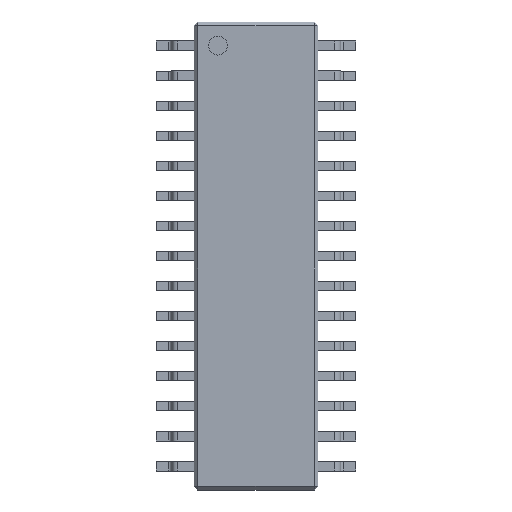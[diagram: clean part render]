
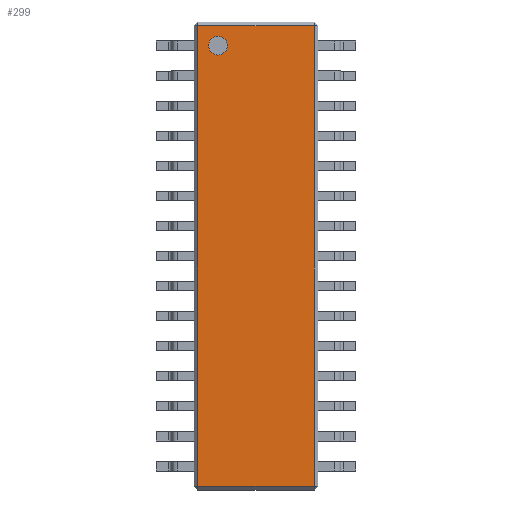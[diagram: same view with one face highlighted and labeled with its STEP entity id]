
A CAD part, top view. The second image highlights one B-rep face of the part: STEP entity #299.
In plain terms, the highlighted planar face has unit normal (0, 0, 1).
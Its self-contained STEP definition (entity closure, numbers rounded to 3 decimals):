
#13=DIRECTION('',(0.,0.,1.));
#14=DIRECTION('',(1.,0.,0.));
#93=VECTOR('',#94,1.);
#94=DIRECTION('',(0.,1.,0.));
#168=VERTEX_POINT('',#169);
#169=CARTESIAN_POINT('',(-2.46,-9.74,1.2));
#177=VERTEX_POINT('',#178);
#178=CARTESIAN_POINT('',(-2.46,9.74,1.2));
#183=ORIENTED_EDGE('',*,*,#184,.F.);
#184=EDGE_CURVE('',#168,#177,#185,.T.);
#185=LINE('',#186,#93);
#186=CARTESIAN_POINT('',(-2.46,-9.89,1.2));
#256=VECTOR('',#14,1.);
#299=ADVANCED_FACE('',(#300,#318),#327,.T.);
#300=FACE_BOUND('',#301,.T.);
#301=EDGE_LOOP('',(#183,#302,#308,#314));
#302=ORIENTED_EDGE('',*,*,#303,.T.);
#303=EDGE_CURVE('',#168,#304,#306,.T.);
#304=VERTEX_POINT('',#305);
#305=CARTESIAN_POINT('',(2.46,-9.74,1.2));
#306=LINE('',#307,#256);
#307=CARTESIAN_POINT('',(-2.61,-9.74,1.2));
#308=ORIENTED_EDGE('',*,*,#309,.T.);
#309=EDGE_CURVE('',#304,#310,#312,.T.);
#310=VERTEX_POINT('',#311);
#311=CARTESIAN_POINT('',(2.46,9.74,1.2));
#312=LINE('',#313,#93);
#313=CARTESIAN_POINT('',(2.46,-9.89,1.2));
#314=ORIENTED_EDGE('',*,*,#315,.F.);
#315=EDGE_CURVE('',#177,#310,#316,.T.);
#316=LINE('',#317,#256);
#317=CARTESIAN_POINT('',(-2.61,9.74,1.2));
#318=FACE_BOUND('',#319,.T.);
#319=EDGE_LOOP('',(#320));
#320=ORIENTED_EDGE('',*,*,#321,.F.);
#321=EDGE_CURVE('',#322,#322,#324,.T.);
#322=VERTEX_POINT('',#323);
#323=CARTESIAN_POINT('',(-1.21,8.89,1.2));
#324=CIRCLE('',#325,0.4);
#325=AXIS2_PLACEMENT_3D('',#326,#13,#14);
#326=CARTESIAN_POINT('',(-1.61,8.89,1.2));
#327=PLANE('',#328);
#328=AXIS2_PLACEMENT_3D('',#329,#13,#14);
#329=CARTESIAN_POINT('',(-2.61,-9.89,1.2));
